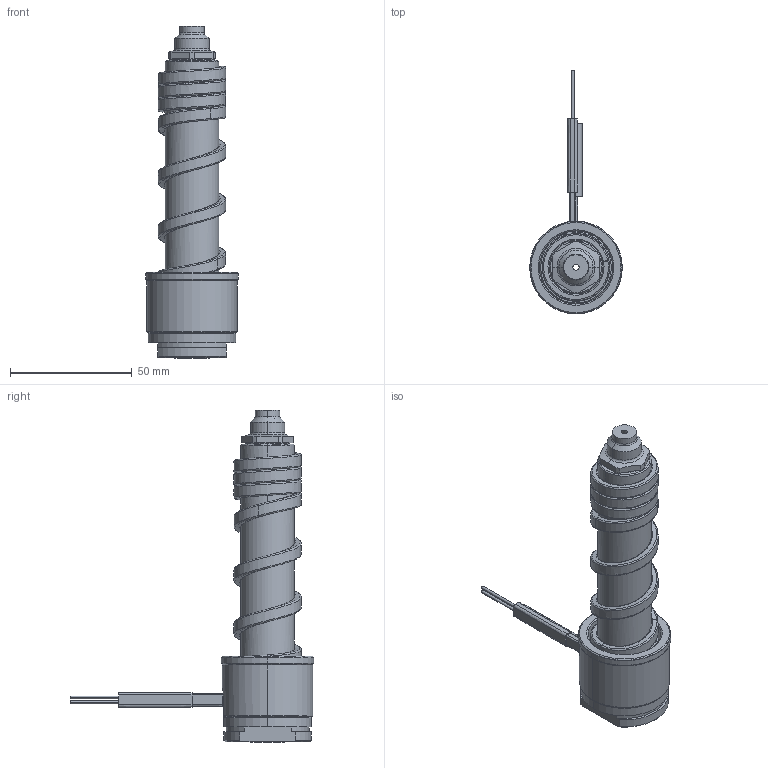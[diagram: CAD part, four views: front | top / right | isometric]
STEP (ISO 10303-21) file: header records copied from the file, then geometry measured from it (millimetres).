
FILE_DESCRIPTION((''),'2;1');
FILE_NAME('LS-136-CKG','2014-03-13T',('Íàòàëüÿ'),('IMID'),'PRO/ENGINEER BY PARAMETRIC TECHNOLOGY CORPORATION, 2010180','PRO/ENGINEER BY PARAMETRIC TECHNOLOGY CORPORATION, 2010180','');
FILE_SCHEMA(('CONFIG_CONTROL_DESIGN'));
Length unit declared in the file: millimetre
Products named in the file (1): LS-136-CKG
Bounding box: 38 x 100 x 136.2 mm (x, y, z)
Volume: 69621.4 mm3; surface area: 30762.4 mm2
Topology: 1 solids, 8 shells, 309 faces, 783 edges, 470 vertices
Faces by surface type: cylinder 102, bspline 56, cone 54, plane 51, torus 29, revolution 9, extrusion 8
Entity records: 17922 total; most frequent: CARTESIAN_POINT 10853, ORIENTED_EDGE 1526, DIRECTION 1357, EDGE_CURVE 775, AXIS2_PLACEMENT_3D 536, VERTEX_POINT 470, EDGE_LOOP 333, FACE_OUTER_BOUND 309
